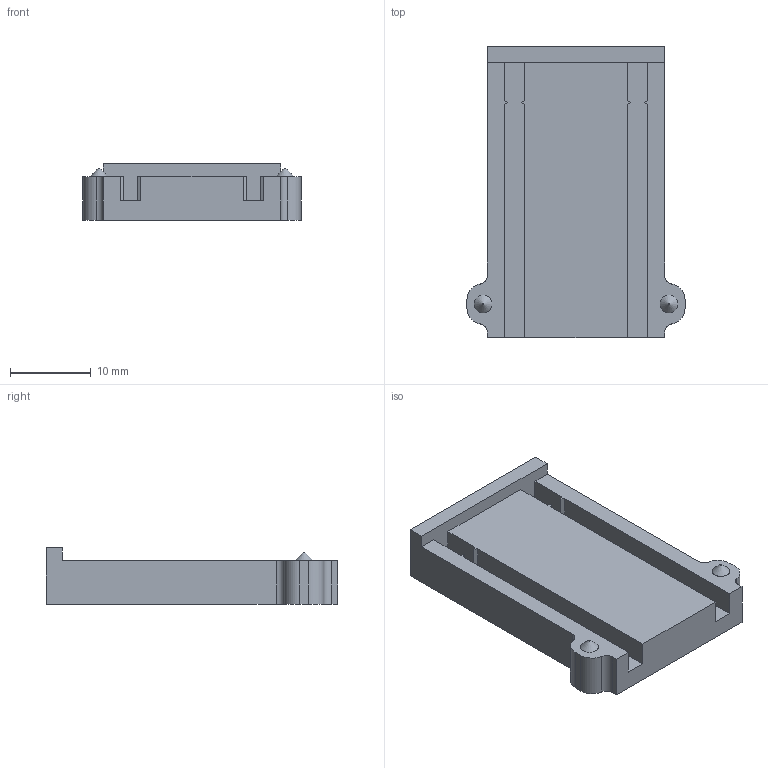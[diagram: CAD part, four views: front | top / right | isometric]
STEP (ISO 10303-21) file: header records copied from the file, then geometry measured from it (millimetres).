
FILE_DESCRIPTION(('FreeCAD Model'),'2;1');
FILE_NAME('Open CASCADE Shape Model','2026-01-16T14:42:54',(''),(''), 'Open CASCADE STEP processor 7.8','FreeCAD','Unknown');
FILE_SCHEMA(('AUTOMOTIVE_DESIGN { 1 0 10303 214 1 1 1 1 }'));
Length unit declared in the file: millimetre
Products named in the file (1): mcu-headers-soldering-helper
Bounding box: 27 x 36.1 x 7 mm (x, y, z)
Volume: 3972.1 mm3; surface area: 2782.8 mm2
Topology: 1 solids, 1 shells, 46 faces, 128 edges, 86 vertices
Faces by surface type: plane 34, cylinder 6, bspline 4, cone 2
Full cylindrical faces by diameter (mm): 2.2 x2
Entity records: 1696 total; most frequent: CARTESIAN_POINT 517, ORIENTED_EDGE 256, DIRECTION 216, EDGE_CURVE 128, LINE 94, VECTOR 94, VERTEX_POINT 86, AXIS2_PLACEMENT_3D 61
